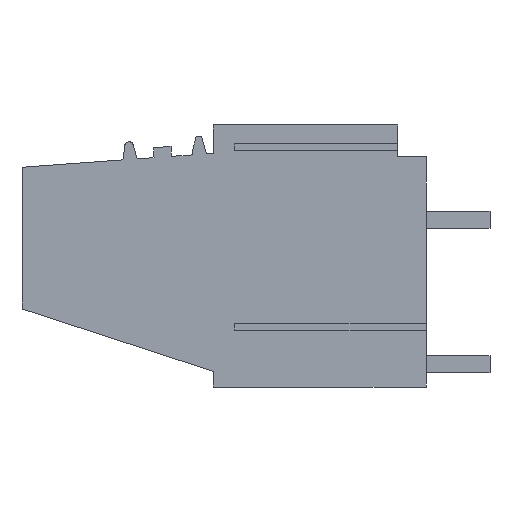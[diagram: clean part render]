
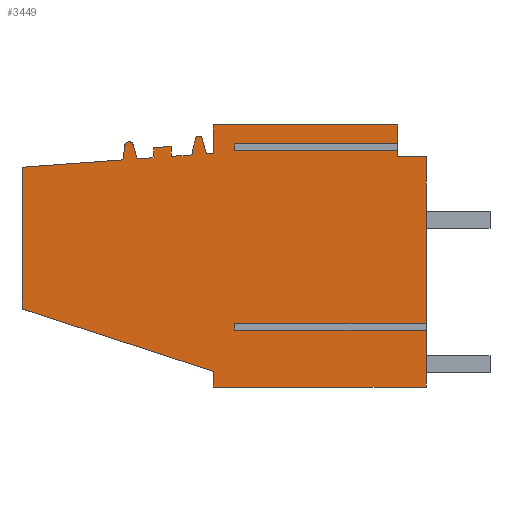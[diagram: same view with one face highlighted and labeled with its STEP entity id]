
A CAD part, left-side view. The second image highlights one B-rep face of the part: STEP entity #3449.
In plain terms, the highlighted planar face has unit normal (-1, 0, 0).
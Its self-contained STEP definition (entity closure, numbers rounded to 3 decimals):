
#134=DIRECTION('',(0.,1.,0.));
#135=VECTOR('',#134,11.5);
#136=CARTESIAN_POINT('',(-15.24,-5.9,-1.785));
#137=LINE('',#136,#135);
#138=DIRECTION('',(0.,0.,-1.));
#139=VECTOR('',#138,0.465);
#140=CARTESIAN_POINT('',(-15.24,-5.9,-1.785));
#141=LINE('',#140,#139);
#142=DIRECTION('',(0.,1.,0.));
#143=VECTOR('',#142,2.);
#144=CARTESIAN_POINT('',(-15.24,-7.9,-2.25));
#145=LINE('',#144,#143);
#146=DIRECTION('',(0.,0.,-1.));
#147=VECTOR('',#146,11.765);
#148=CARTESIAN_POINT('',(-15.24,-7.9,-2.25));
#149=LINE('',#148,#147);
#150=DIRECTION('',(0.,1.,0.));
#151=VECTOR('',#150,13.5);
#152=CARTESIAN_POINT('',(-15.24,-7.9,-14.015));
#153=LINE('',#152,#151);
#154=DIRECTION('',(0.,0.,-1.));
#155=VECTOR('',#154,0.45);
#156=CARTESIAN_POINT('',(-15.24,5.6,-14.015));
#157=LINE('',#156,#155);
#158=DIRECTION('',(0.,1.,0.));
#159=VECTOR('',#158,13.5);
#160=CARTESIAN_POINT('',(-15.24,-7.9,-14.465));
#161=LINE('',#160,#159);
#162=DIRECTION('',(0.,0.,-1.));
#163=VECTOR('',#162,4.015);
#164=CARTESIAN_POINT('',(-15.24,-7.9,-14.465));
#165=LINE('',#164,#163);
#166=DIRECTION('',(0.,1.,0.));
#167=VECTOR('',#166,15.);
#168=CARTESIAN_POINT('',(-15.24,-7.9,-18.48));
#169=LINE('',#168,#167);
#170=DIRECTION('',(0.,0.,1.));
#171=VECTOR('',#170,1.1);
#172=CARTESIAN_POINT('',(-15.24,7.1,-18.48));
#173=LINE('',#172,#171);
#174=DIRECTION('',(0.,0.951,0.31));
#175=VECTOR('',#174,14.199);
#176=CARTESIAN_POINT('',(-15.24,7.1,-17.38));
#177=LINE('',#176,#175);
#178=DIRECTION('',(0.,0.,1.));
#179=VECTOR('',#178,10.);
#180=CARTESIAN_POINT('',(-15.24,20.6,-12.98));
#181=LINE('',#180,#179);
#182=DIRECTION('',(0.,-0.997,0.072));
#183=VECTOR('',#182,7.136);
#184=CARTESIAN_POINT('',(-15.24,20.6,-2.98));
#185=LINE('',#184,#183);
#186=DIRECTION('',(0.,-0.128,0.992));
#187=VECTOR('',#186,1.031);
#188=CARTESIAN_POINT('',(-15.24,13.483,-2.463));
#189=LINE('',#188,#187);
#190=CARTESIAN_POINT('',(-15.24,13.053,-1.48));
#191=DIRECTION('',(1.,0.,0.));
#192=DIRECTION('',(0.,0.992,0.128));
#193=AXIS2_PLACEMENT_3D('',#190,#191,#192);
#195=DIRECTION('',(0.,-0.27,-0.963));
#196=VECTOR('',#195,1.031);
#197=CARTESIAN_POINT('',(-15.24,12.764,-1.399));
#198=LINE('',#197,#196);
#199=DIRECTION('',(0.,-0.997,0.072));
#200=VECTOR('',#199,1.2);
#201=CARTESIAN_POINT('',(-15.24,12.485,-2.391));
#202=LINE('',#201,#200);
#203=DIRECTION('',(0.,0.072,0.997));
#204=VECTOR('',#203,0.7);
#205=CARTESIAN_POINT('',(-15.24,11.288,-2.304));
#206=LINE('',#205,#204);
#207=DIRECTION('',(0.,-0.997,0.072));
#208=VECTOR('',#207,1.25);
#209=CARTESIAN_POINT('',(-15.24,11.339,-1.606));
#210=LINE('',#209,#208);
#211=DIRECTION('',(0.,-0.072,-0.997));
#212=VECTOR('',#211,0.7);
#213=CARTESIAN_POINT('',(-15.24,10.092,-1.515));
#214=LINE('',#213,#212);
#215=DIRECTION('',(0.,-0.997,0.072));
#216=VECTOR('',#215,1.45);
#217=CARTESIAN_POINT('',(-15.24,10.042,-2.214));
#218=LINE('',#217,#216);
#219=DIRECTION('',(0.,0.072,0.997));
#220=VECTOR('',#219,0.186);
#221=CARTESIAN_POINT('',(-15.24,8.595,-2.109));
#222=LINE('',#221,#220);
#223=DIRECTION('',(0.,-0.253,0.967));
#224=VECTOR('',#223,1.124);
#225=CARTESIAN_POINT('',(-15.24,8.609,-1.923));
#226=LINE('',#225,#224);
#227=DIRECTION('',(0.,-0.997,0.072));
#228=VECTOR('',#227,0.38);
#229=CARTESIAN_POINT('',(-15.24,8.324,-0.836));
#230=LINE('',#229,#228);
#231=DIRECTION('',(0.,-0.27,-0.963));
#232=VECTOR('',#231,1.276);
#233=CARTESIAN_POINT('',(-15.24,7.945,-0.808));
#234=LINE('',#233,#232);
#235=DIRECTION('',(0.,-0.997,0.072));
#236=VECTOR('',#235,0.501);
#237=CARTESIAN_POINT('',(-15.24,7.6,-2.036));
#238=LINE('',#237,#236);
#239=DIRECTION('',(0.,0.,1.));
#240=VECTOR('',#239,2.);
#241=CARTESIAN_POINT('',(-15.24,7.1,-2.));
#242=LINE('',#241,#240);
#243=DIRECTION('',(0.,-1.,0.));
#244=VECTOR('',#243,13.);
#245=CARTESIAN_POINT('',(-15.24,7.1,0.));
#246=LINE('',#245,#244);
#247=DIRECTION('',(0.,0.,-1.));
#248=VECTOR('',#247,1.335);
#249=CARTESIAN_POINT('',(-15.24,-5.9,0.));
#250=LINE('',#249,#248);
#251=DIRECTION('',(0.,1.,0.));
#252=VECTOR('',#251,11.5);
#253=CARTESIAN_POINT('',(-15.24,-5.9,-1.335));
#254=LINE('',#253,#252);
#255=DIRECTION('',(0.,0.,-1.));
#256=VECTOR('',#255,0.45);
#257=CARTESIAN_POINT('',(-15.24,5.6,-1.335));
#258=LINE('',#257,#256);
#2596=CARTESIAN_POINT('',(-15.24,-7.9,-18.48));
#2597=CARTESIAN_POINT('',(-15.24,7.1,-18.48));
#2598=VERTEX_POINT('',#2596);
#2599=VERTEX_POINT('',#2597);
#2600=CARTESIAN_POINT('',(-15.24,20.6,-12.98));
#2601=CARTESIAN_POINT('',(-15.24,20.6,-2.98));
#2602=VERTEX_POINT('',#2600);
#2603=VERTEX_POINT('',#2601);
#2604=CARTESIAN_POINT('',(-15.24,7.1,-2.));
#2605=CARTESIAN_POINT('',(-15.24,7.1,0.));
#2606=VERTEX_POINT('',#2604);
#2607=VERTEX_POINT('',#2605);
#2616=CARTESIAN_POINT('',(-15.24,11.339,-1.606));
#2617=CARTESIAN_POINT('',(-15.24,10.092,-1.515));
#2618=VERTEX_POINT('',#2616);
#2619=VERTEX_POINT('',#2617);
#2620=CARTESIAN_POINT('',(-15.24,8.324,-0.836));
#2621=CARTESIAN_POINT('',(-15.24,7.945,-0.808));
#2622=VERTEX_POINT('',#2620);
#2623=VERTEX_POINT('',#2621);
#2632=CARTESIAN_POINT('',(-15.24,12.485,-2.391));
#2634=VERTEX_POINT('',#2632);
#2636=CARTESIAN_POINT('',(-15.24,11.288,-2.304));
#2638=VERTEX_POINT('',#2636);
#2640=CARTESIAN_POINT('',(-15.24,10.042,-2.214));
#2642=VERTEX_POINT('',#2640);
#2644=CARTESIAN_POINT('',(-15.24,8.595,-2.109));
#2646=VERTEX_POINT('',#2644);
#2648=CARTESIAN_POINT('',(-15.24,13.483,-2.463));
#2649=VERTEX_POINT('',#2648);
#2652=CARTESIAN_POINT('',(-15.24,13.35,-1.441));
#2653=VERTEX_POINT('',#2652);
#2654=CARTESIAN_POINT('',(-15.24,12.764,-1.399));
#2655=VERTEX_POINT('',#2654);
#2656=CARTESIAN_POINT('',(-15.24,8.609,-1.923));
#2657=VERTEX_POINT('',#2656);
#2820=CARTESIAN_POINT('',(-15.24,7.1,-17.38));
#2821=VERTEX_POINT('',#2820);
#2824=CARTESIAN_POINT('',(-15.24,7.6,-2.036));
#2825=VERTEX_POINT('',#2824);
#2852=CARTESIAN_POINT('',(-15.24,-7.9,-2.25));
#2853=CARTESIAN_POINT('',(-15.24,-5.9,-2.25));
#2854=VERTEX_POINT('',#2852);
#2855=VERTEX_POINT('',#2853);
#2860=CARTESIAN_POINT('',(-15.24,-5.9,0.));
#2862=VERTEX_POINT('',#2860);
#3340=CARTESIAN_POINT('',(-15.24,-5.9,-1.785));
#3341=CARTESIAN_POINT('',(-15.24,5.6,-1.785));
#3342=VERTEX_POINT('',#3340);
#3343=VERTEX_POINT('',#3341);
#3344=CARTESIAN_POINT('',(-15.24,-5.9,-1.335));
#3345=CARTESIAN_POINT('',(-15.24,5.6,-1.335));
#3346=VERTEX_POINT('',#3344);
#3347=VERTEX_POINT('',#3345);
#3348=CARTESIAN_POINT('',(-15.24,-7.9,-14.465));
#3349=CARTESIAN_POINT('',(-15.24,5.6,-14.465));
#3350=VERTEX_POINT('',#3348);
#3351=VERTEX_POINT('',#3349);
#3352=CARTESIAN_POINT('',(-15.24,-7.9,-14.015));
#3353=CARTESIAN_POINT('',(-15.24,5.6,-14.015));
#3354=VERTEX_POINT('',#3352);
#3355=VERTEX_POINT('',#3353);
#3380=CARTESIAN_POINT('',(-15.24,0.,0.));
#3381=DIRECTION('',(1.,0.,0.));
#3382=DIRECTION('',(0.,0.,-1.));
#3383=AXIS2_PLACEMENT_3D('',#3380,#3381,#3382);
#3384=PLANE('',#3383);
#3386=ORIENTED_EDGE('',*,*,#3385,.F.);
#3388=ORIENTED_EDGE('',*,*,#3387,.T.);
#3390=ORIENTED_EDGE('',*,*,#3389,.F.);
#3392=ORIENTED_EDGE('',*,*,#3391,.T.);
#3394=ORIENTED_EDGE('',*,*,#3393,.T.);
#3396=ORIENTED_EDGE('',*,*,#3395,.T.);
#3398=ORIENTED_EDGE('',*,*,#3397,.F.);
#3400=ORIENTED_EDGE('',*,*,#3399,.T.);
#3402=ORIENTED_EDGE('',*,*,#3401,.T.);
#3404=ORIENTED_EDGE('',*,*,#3403,.T.);
#3406=ORIENTED_EDGE('',*,*,#3405,.T.);
#3408=ORIENTED_EDGE('',*,*,#3407,.T.);
#3410=ORIENTED_EDGE('',*,*,#3409,.T.);
#3412=ORIENTED_EDGE('',*,*,#3411,.T.);
#3414=ORIENTED_EDGE('',*,*,#3413,.T.);
#3416=ORIENTED_EDGE('',*,*,#3415,.T.);
#3418=ORIENTED_EDGE('',*,*,#3417,.T.);
#3420=ORIENTED_EDGE('',*,*,#3419,.T.);
#3422=ORIENTED_EDGE('',*,*,#3421,.T.);
#3424=ORIENTED_EDGE('',*,*,#3423,.T.);
#3426=ORIENTED_EDGE('',*,*,#3425,.T.);
#3428=ORIENTED_EDGE('',*,*,#3427,.T.);
#3430=ORIENTED_EDGE('',*,*,#3429,.T.);
#3432=ORIENTED_EDGE('',*,*,#3431,.T.);
#3434=ORIENTED_EDGE('',*,*,#3433,.T.);
#3436=ORIENTED_EDGE('',*,*,#3435,.T.);
#3438=ORIENTED_EDGE('',*,*,#3437,.T.);
#3440=ORIENTED_EDGE('',*,*,#3439,.T.);
#3442=ORIENTED_EDGE('',*,*,#3441,.T.);
#3444=ORIENTED_EDGE('',*,*,#3443,.T.);
#3446=ORIENTED_EDGE('',*,*,#3445,.T.);
#3447=EDGE_LOOP('',(#3386,#3388,#3390,#3392,#3394,#3396,#3398,#3400,#3402,#3404,
#3406,#3408,#3410,#3412,#3414,#3416,#3418,#3420,#3422,#3424,#3426,#3428,#3430,
#3432,#3434,#3436,#3438,#3440,#3442,#3444,#3446));
#3448=FACE_OUTER_BOUND('',#3447,.F.);
#194=CIRCLE('',#193,0.3);
#3385=EDGE_CURVE('',#3342,#3343,#137,.T.);
#3387=EDGE_CURVE('',#3342,#2855,#141,.T.);
#3389=EDGE_CURVE('',#2854,#2855,#145,.T.);
#3391=EDGE_CURVE('',#2854,#3354,#149,.T.);
#3393=EDGE_CURVE('',#3354,#3355,#153,.T.);
#3395=EDGE_CURVE('',#3355,#3351,#157,.T.);
#3397=EDGE_CURVE('',#3350,#3351,#161,.T.);
#3399=EDGE_CURVE('',#3350,#2598,#165,.T.);
#3401=EDGE_CURVE('',#2598,#2599,#169,.T.);
#3403=EDGE_CURVE('',#2599,#2821,#173,.T.);
#3405=EDGE_CURVE('',#2821,#2602,#177,.T.);
#3407=EDGE_CURVE('',#2602,#2603,#181,.T.);
#3409=EDGE_CURVE('',#2603,#2649,#185,.T.);
#3411=EDGE_CURVE('',#2649,#2653,#189,.T.);
#3413=EDGE_CURVE('',#2653,#2655,#194,.T.);
#3415=EDGE_CURVE('',#2655,#2634,#198,.T.);
#3417=EDGE_CURVE('',#2634,#2638,#202,.T.);
#3419=EDGE_CURVE('',#2638,#2618,#206,.T.);
#3421=EDGE_CURVE('',#2618,#2619,#210,.T.);
#3423=EDGE_CURVE('',#2619,#2642,#214,.T.);
#3425=EDGE_CURVE('',#2642,#2646,#218,.T.);
#3427=EDGE_CURVE('',#2646,#2657,#222,.T.);
#3429=EDGE_CURVE('',#2657,#2622,#226,.T.);
#3431=EDGE_CURVE('',#2622,#2623,#230,.T.);
#3433=EDGE_CURVE('',#2623,#2825,#234,.T.);
#3435=EDGE_CURVE('',#2825,#2606,#238,.T.);
#3437=EDGE_CURVE('',#2606,#2607,#242,.T.);
#3439=EDGE_CURVE('',#2607,#2862,#246,.T.);
#3441=EDGE_CURVE('',#2862,#3346,#250,.T.);
#3443=EDGE_CURVE('',#3346,#3347,#254,.T.);
#3445=EDGE_CURVE('',#3347,#3343,#258,.T.);
#3449=ADVANCED_FACE('',(#3448),#3384,.F.);
